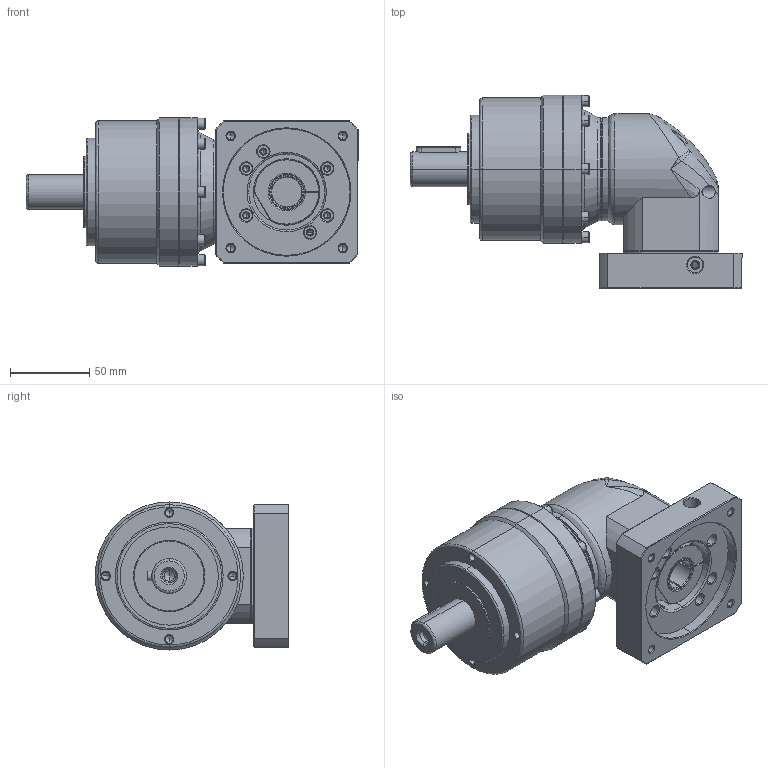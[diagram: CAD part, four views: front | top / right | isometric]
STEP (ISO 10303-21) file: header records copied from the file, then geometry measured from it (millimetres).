
FILE_DESCRIPTION (( 'STEP AP214' ), '1' );
FILE_NAME ('PEL090-L2-19-80-100M6.STEP', '2024-01-06T06:24:38', ( 'admin' ), ( '' ), 'SwSTEP 2.0', 'SolidWorks 2013', '' );
FILE_SCHEMA (( 'AUTOMOTIVE_DESIGN' ));
Length unit declared in the file: millimetre
Products named in the file (6): PB090_X2_4E007EA79F7F570863A5_X0_060; SBL060_X2_8F9351658F7495017D2773AF_X0_-19; SDL060_X2_94DD58F3_X0_-19; PEL090-L2-19-80-100M6; PE090_X2_8F9351FA7AEF_X0_; SBL060-80-100M6
Assembly tree (5 placements, depth 2):
  PEL090-L2-19-80-100M6
    SDL060_X2_94DD58F3_X0_-19
    SBL060_X2_8F9351658F7495017D2773AF_X0_-19
    PB090_X2_4E007EA79F7F570863A5_X0_060
    SBL060-80-100M6
    PE090_X2_8F9351FA7AEF_X0_
Bounding box: 209.5 x 122.25 x 93.5 mm (x, y, z)
Volume: 953245.1 mm3; surface area: 135605.5 mm2
Topology: 11 solids, 11 shells, 637 faces, 1572 edges, 932 vertices
Faces by surface type: cylinder 234, plane 176, cone 173, bspline 52, torus 2
Entity records: 28663 total; most frequent: CARTESIAN_POINT 6802, DIRECTION 3140, ORIENTED_EDGE 2948, EDGE_CURVE 1474, AXIS2_PLACEMENT_3D 1253, VERTEX_POINT 932, EDGE_LOOP 744, CIRCLE 660
